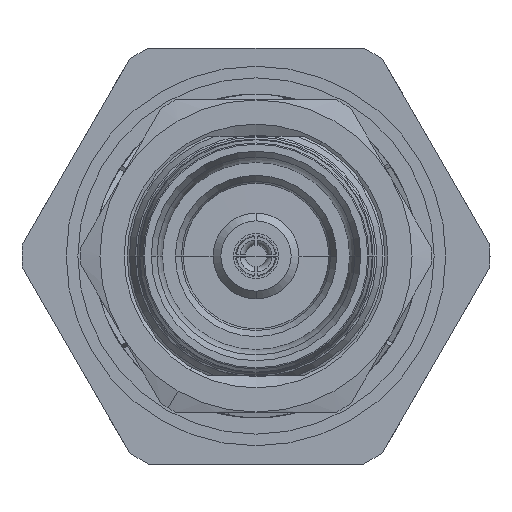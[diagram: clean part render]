
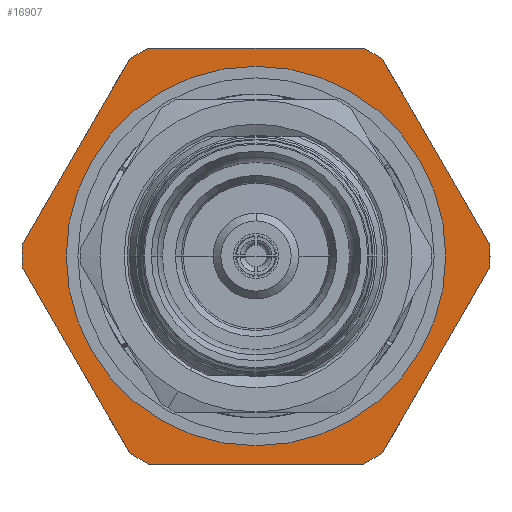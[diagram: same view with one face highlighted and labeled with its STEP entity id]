
A CAD part, left-side view. The second image highlights one B-rep face of the part: STEP entity #16907.
In plain terms, the highlighted planar face has unit normal (-1, 0, 0).
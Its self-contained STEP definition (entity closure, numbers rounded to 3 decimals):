
#152 = EDGE_CURVE ( 'NONE', #12931, #13488, #7910, .T. ) ;
#531 = AXIS2_PLACEMENT_3D ( 'NONE', #16266, #8044, #17645 ) ;
#784 = VECTOR ( 'NONE', #17727, 1000. ) ;
#825 = DIRECTION ( 'NONE',  ( -1., 0., 0. ) ) ;
#929 = ORIENTED_EDGE ( 'NONE', *, *, #2691, .T. ) ;
#955 = DIRECTION ( 'NONE',  ( 0., 1., 0. ) ) ;
#1176 = LINE ( 'NONE', #5431, #8020 ) ;
#1197 = LINE ( 'NONE', #14974, #784 ) ;
#1303 = DIRECTION ( 'NONE',  ( 0., 0.5, -0.866 ) ) ;
#1407 = CARTESIAN_POINT ( 'NONE',  ( 23.2, -4.123, 8. ) ) ;
#1536 = ORIENTED_EDGE ( 'NONE', *, *, #152, .F. ) ;
#1570 = CARTESIAN_POINT ( 'NONE',  ( 23.2, 4.867, -7.571 ) ) ;
#1889 = ORIENTED_EDGE ( 'NONE', *, *, #14674, .T. ) ;
#1937 = VERTEX_POINT ( 'NONE', #7378 ) ;
#2124 = CIRCLE ( 'NONE', #14468, 9. ) ;
#2471 = CARTESIAN_POINT ( 'NONE',  ( 23.2, 4.619, -8. ) ) ;
#2646 = AXIS2_PLACEMENT_3D ( 'NONE', #17356, #9145, #955 ) ;
#2691 = EDGE_CURVE ( 'NONE', #3102, #6330, #1197, .T. ) ;
#2741 = DIRECTION ( 'NONE',  ( 0., -0.5, 0.866 ) ) ;
#2854 = ORIENTED_EDGE ( 'NONE', *, *, #10191, .T. ) ;
#3102 = VERTEX_POINT ( 'NONE', #16105 ) ;
#3150 = DIRECTION ( 'NONE',  ( 1., 0., 0. ) ) ;
#3226 = EDGE_CURVE ( 'NONE', #11824, #5314, #1176, .T. ) ;
#3279 = LINE ( 'NONE', #3697, #16539 ) ;
#3317 = LINE ( 'NONE', #2471, #17436 ) ;
#3697 = CARTESIAN_POINT ( 'NONE',  ( 23.2, 4.619, 8. ) ) ;
#3729 = CIRCLE ( 'NONE', #531, 9. ) ;
#3789 = AXIS2_PLACEMENT_3D ( 'NONE', #6270, #17223, #15861 ) ;
#3861 = CARTESIAN_POINT ( 'NONE',  ( 23.2, 9., 0. ) ) ;
#3953 = AXIS2_PLACEMENT_3D ( 'NONE', #14004, #5784, #15361 ) ;
#4194 = ORIENTED_EDGE ( 'NONE', *, *, #11470, .F. ) ;
#4218 = VERTEX_POINT ( 'NONE', #17332 ) ;
#4221 = EDGE_CURVE ( 'NONE', #8930, #4218, #3279, .T. ) ;
#4458 = VECTOR ( 'NONE', #14802, 1000. ) ;
#4520 = ORIENTED_EDGE ( 'NONE', *, *, #17261, .F. ) ;
#4617 = CARTESIAN_POINT ( 'NONE',  ( 23.2, -4.867, -7.571 ) ) ;
#4648 = CARTESIAN_POINT ( 'NONE',  ( 23.2, 0., 0. ) ) ;
#4667 = VECTOR ( 'NONE', #2741, 1000. ) ;
#4724 = ORIENTED_EDGE ( 'NONE', *, *, #5071, .F. ) ;
#5071 = EDGE_CURVE ( 'NONE', #8930, #6040, #10541, .T. ) ;
#5105 = EDGE_CURVE ( 'NONE', #14286, #11508, #6474, .T. ) ;
#5314 = VERTEX_POINT ( 'NONE', #12575 ) ;
#5332 = DIRECTION ( 'NONE',  ( 0., -0.5, -0.866 ) ) ;
#5371 = CARTESIAN_POINT ( 'NONE',  ( 23.2, 7.3, 0. ) ) ;
#5431 = CARTESIAN_POINT ( 'NONE',  ( 23.2, 9.238, 0. ) ) ;
#5443 = CIRCLE ( 'NONE', #14754, 9. ) ;
#5784 = DIRECTION ( 'NONE',  ( 1., 0., 0. ) ) ;
#5898 = EDGE_CURVE ( 'NONE', #3102, #6370, #6662, .T. ) ;
#6028 = DIRECTION ( 'NONE',  ( 0., 1., 0. ) ) ;
#6040 = VERTEX_POINT ( 'NONE', #11639 ) ;
#6270 = CARTESIAN_POINT ( 'NONE',  ( 23.2, 0., 0. ) ) ;
#6272 = PLANE ( 'NONE',  #17503 ) ;
#6330 = VERTEX_POINT ( 'NONE', #15152 ) ;
#6370 = VERTEX_POINT ( 'NONE', #1570 ) ;
#6474 = CIRCLE ( 'NONE', #7227, 7.3 ) ;
#6585 = CARTESIAN_POINT ( 'NONE',  ( 23.2, 0., 0. ) ) ;
#6662 = CIRCLE ( 'NONE', #7131, 9. ) ;
#7131 = AXIS2_PLACEMENT_3D ( 'NONE', #11337, #3150, #12740 ) ;
#7227 = AXIS2_PLACEMENT_3D ( 'NONE', #7888, #17475, #9266 ) ;
#7378 = CARTESIAN_POINT ( 'NONE',  ( 23.2, -8.99, 0.429 ) ) ;
#7433 = ORIENTED_EDGE ( 'NONE', *, *, #4221, .T. ) ;
#7638 = CARTESIAN_POINT ( 'NONE',  ( 23.2, 0., 0. ) ) ;
#7888 = CARTESIAN_POINT ( 'NONE',  ( 23.2, 0., 0. ) ) ;
#7910 = CIRCLE ( 'NONE', #3789, 9. ) ;
#7956 = DIRECTION ( 'NONE',  ( 0., 1., 0. ) ) ;
#7999 = ORIENTED_EDGE ( 'NONE', *, *, #5898, .F. ) ;
#8020 = VECTOR ( 'NONE', #1303, 1000. ) ;
#8044 = DIRECTION ( 'NONE',  ( 1., 0., 0. ) ) ;
#8221 = EDGE_CURVE ( 'NONE', #11824, #4218, #2124, .T. ) ;
#8248 = EDGE_CURVE ( 'NONE', #1937, #6040, #15391, .T. ) ;
#8303 = EDGE_LOOP ( 'NONE', ( #2854, #10088 ) ) ;
#8751 = ORIENTED_EDGE ( 'NONE', *, *, #8221, .F. ) ;
#8930 = VERTEX_POINT ( 'NONE', #1407 ) ;
#8949 = CARTESIAN_POINT ( 'NONE',  ( 23.2, 7.3, 0. ) ) ;
#9014 = DIRECTION ( 'NONE',  ( 0., 1., 0. ) ) ;
#9082 = FACE_BOUND ( 'NONE', #8303, .T. ) ;
#9145 = DIRECTION ( 'NONE',  ( 1., 0., 0. ) ) ;
#9266 = DIRECTION ( 'NONE',  ( 0., 1., 0. ) ) ;
#10088 = ORIENTED_EDGE ( 'NONE', *, *, #5105, .T. ) ;
#10191 = EDGE_CURVE ( 'NONE', #11508, #14286, #16843, .T. ) ;
#10389 = DIRECTION ( 'NONE',  ( 0., -1., 0. ) ) ;
#10541 = CIRCLE ( 'NONE', #2646, 9. ) ;
#10894 = EDGE_CURVE ( 'NONE', #12931, #6370, #3317, .T. ) ;
#11337 = CARTESIAN_POINT ( 'NONE',  ( 23.2, 0., 0. ) ) ;
#11470 = EDGE_CURVE ( 'NONE', #1937, #17191, #3729, .T. ) ;
#11508 = VERTEX_POINT ( 'NONE', #5371 ) ;
#11639 = CARTESIAN_POINT ( 'NONE',  ( 23.2, -4.867, 7.571 ) ) ;
#11824 = VERTEX_POINT ( 'NONE', #13165 ) ;
#12082 = CIRCLE ( 'NONE', #3953, 9. ) ;
#12317 = CARTESIAN_POINT ( 'NONE',  ( 23.2, -9.238, 0. ) ) ;
#12575 = CARTESIAN_POINT ( 'NONE',  ( 23.2, 8.99, 0.429 ) ) ;
#12740 = DIRECTION ( 'NONE',  ( 0., 1., 0. ) ) ;
#12931 = VERTEX_POINT ( 'NONE', #15876 ) ;
#13165 = CARTESIAN_POINT ( 'NONE',  ( 23.2, 4.867, 7.571 ) ) ;
#13428 = CARTESIAN_POINT ( 'NONE',  ( 23.2, -4.619, 8. ) ) ;
#13488 = VERTEX_POINT ( 'NONE', #3861 ) ;
#13684 = EDGE_LOOP ( 'NONE', ( #7433, #8751, #15854, #15249, #1536, #15925, #7999, #929, #4520, #1889, #4194, #15282, #4724 ) ) ;
#13807 = CARTESIAN_POINT ( 'NONE',  ( 23.2, -8.99, -0.429 ) ) ;
#14004 = CARTESIAN_POINT ( 'NONE',  ( 23.2, 0., 0. ) ) ;
#14234 = DIRECTION ( 'NONE',  ( 1., 0., 0. ) ) ;
#14286 = VERTEX_POINT ( 'NONE', #15397 ) ;
#14356 = VERTEX_POINT ( 'NONE', #4617 ) ;
#14468 = AXIS2_PLACEMENT_3D ( 'NONE', #6585, #16169, #7956 ) ;
#14493 = AXIS2_PLACEMENT_3D ( 'NONE', #4648, #14234, #6028 ) ;
#14648 = DIRECTION ( 'NONE',  ( 0., 1., 0. ) ) ;
#14674 = EDGE_CURVE ( 'NONE', #14356, #17191, #15156, .T. ) ;
#14754 = AXIS2_PLACEMENT_3D ( 'NONE', #7638, #17224, #9014 ) ;
#14802 = DIRECTION ( 'NONE',  ( 0., 0.5, 0.866 ) ) ;
#14974 = CARTESIAN_POINT ( 'NONE',  ( 23.2, -4.619, -8. ) ) ;
#15152 = CARTESIAN_POINT ( 'NONE',  ( 23.2, -4.123, -8. ) ) ;
#15156 = LINE ( 'NONE', #12317, #4667 ) ;
#15249 = ORIENTED_EDGE ( 'NONE', *, *, #16886, .F. ) ;
#15282 = ORIENTED_EDGE ( 'NONE', *, *, #8248, .T. ) ;
#15361 = DIRECTION ( 'NONE',  ( 0., 1., 0. ) ) ;
#15391 = LINE ( 'NONE', #13428, #4458 ) ;
#15397 = CARTESIAN_POINT ( 'NONE',  ( 23.2, -7.3, 0. ) ) ;
#15854 = ORIENTED_EDGE ( 'NONE', *, *, #3226, .T. ) ;
#15861 = DIRECTION ( 'NONE',  ( 0., 1., 0. ) ) ;
#15876 = CARTESIAN_POINT ( 'NONE',  ( 23.2, 8.99, -0.429 ) ) ;
#15925 = ORIENTED_EDGE ( 'NONE', *, *, #10894, .T. ) ;
#15958 = FACE_OUTER_BOUND ( 'NONE', #13684, .T. ) ;
#16105 = CARTESIAN_POINT ( 'NONE',  ( 23.2, 4.123, -8. ) ) ;
#16169 = DIRECTION ( 'NONE',  ( 1., 0., 0. ) ) ;
#16266 = CARTESIAN_POINT ( 'NONE',  ( 23.2, 0., 0. ) ) ;
#16539 = VECTOR ( 'NONE', #14648, 1000. ) ;
#16843 = CIRCLE ( 'NONE', #14493, 7.3 ) ;
#16886 = EDGE_CURVE ( 'NONE', #13488, #5314, #5443, .T. ) ;
#16907 = ADVANCED_FACE ( 'NONE', ( #9082, #15958 ), #6272, .T. ) ;
#17191 = VERTEX_POINT ( 'NONE', #13807 ) ;
#17223 = DIRECTION ( 'NONE',  ( 1., 0., 0. ) ) ;
#17224 = DIRECTION ( 'NONE',  ( 1., 0., 0. ) ) ;
#17261 = EDGE_CURVE ( 'NONE', #14356, #6330, #12082, .T. ) ;
#17332 = CARTESIAN_POINT ( 'NONE',  ( 23.2, 4.123, 8. ) ) ;
#17356 = CARTESIAN_POINT ( 'NONE',  ( 23.2, 0., 0. ) ) ;
#17436 = VECTOR ( 'NONE', #5332, 1000. ) ;
#17475 = DIRECTION ( 'NONE',  ( 1., 0., 0. ) ) ;
#17503 = AXIS2_PLACEMENT_3D ( 'NONE', #8949, #825, #10389 ) ;
#17645 = DIRECTION ( 'NONE',  ( 0., 1., 0. ) ) ;
#17727 = DIRECTION ( 'NONE',  ( 0., -1., 0. ) ) ;
